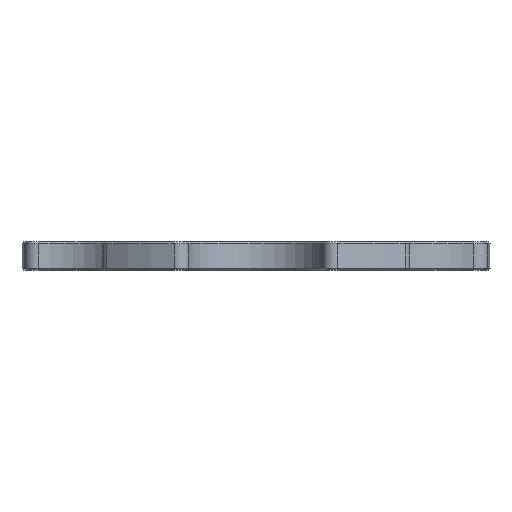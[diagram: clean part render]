
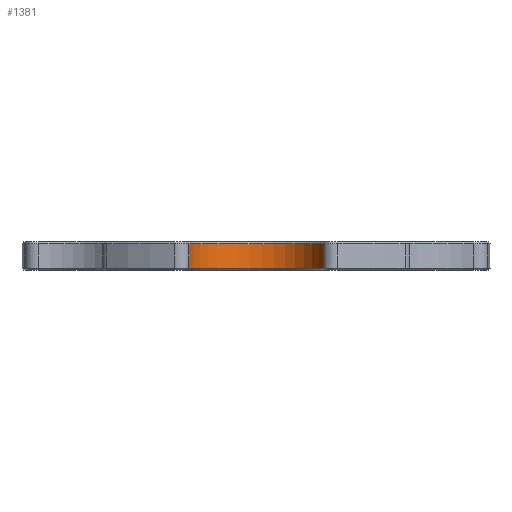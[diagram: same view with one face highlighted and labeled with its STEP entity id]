
A CAD part, left-side view. The second image highlights one B-rep face of the part: STEP entity #1381.
In plain terms, the highlighted cylindrical face has radius 12.5 mm (diameter 25 mm), a partial arc.
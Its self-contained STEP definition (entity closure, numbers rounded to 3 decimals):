
#47=CYLINDRICAL_SURFACE('',#1594,12.5);
#110=FACE_OUTER_BOUND('',#219,.T.);
#219=EDGE_LOOP('',(#1091,#1092,#1093,#1094));
#304=LINE('',#2440,#389);
#305=LINE('',#2444,#390);
#389=VECTOR('',#1974,10.);
#390=VECTOR('',#1979,10.);
#532=CIRCLE('',#1573,12.5);
#543=CIRCLE('',#1595,12.5);
#652=VERTEX_POINT('',#2395);
#653=VERTEX_POINT('',#2399);
#663=VERTEX_POINT('',#2439);
#664=VERTEX_POINT('',#2443);
#797=EDGE_CURVE('',#653,#652,#532,.T.);
#816=EDGE_CURVE('',#652,#663,#304,.T.);
#818=EDGE_CURVE('',#664,#653,#305,.T.);
#819=EDGE_CURVE('',#663,#664,#543,.T.);
#1091=ORIENTED_EDGE('',*,*,#797,.F.);
#1092=ORIENTED_EDGE('',*,*,#818,.F.);
#1093=ORIENTED_EDGE('',*,*,#819,.F.);
#1094=ORIENTED_EDGE('',*,*,#816,.F.);
#1381=ADVANCED_FACE('',(#110),#47,.F.);
#1573=AXIS2_PLACEMENT_3D('',#2401,#1925,#1926);
#1594=AXIS2_PLACEMENT_3D('',#2442,#1977,#1978);
#1595=AXIS2_PLACEMENT_3D('',#2445,#1980,#1981);
#1925=DIRECTION('center_axis',(0.,0.,1.));
#1926=DIRECTION('ref_axis',(0.151,-0.989,0.));
#1974=DIRECTION('',(0.,0.,1.));
#1977=DIRECTION('center_axis',(0.,0.,1.));
#1978=DIRECTION('ref_axis',(-0.151,0.989,0.));
#1979=DIRECTION('',(0.,0.,-1.));
#1980=DIRECTION('center_axis',(0.,0.,-1.));
#1981=DIRECTION('ref_axis',(0.151,-0.989,0.));
#2395=CARTESIAN_POINT('',(-37.634,11.887,0.3));
#2399=CARTESIAN_POINT('',(-37.634,-11.887,0.3));
#2401=CARTESIAN_POINT('Origin',(-41.5,0.,0.3));
#2439=CARTESIAN_POINT('',(-37.634,11.887,4.7));
#2440=CARTESIAN_POINT('',(-37.634,11.887,0.));
#2442=CARTESIAN_POINT('Origin',(-41.5,0.,0.));
#2443=CARTESIAN_POINT('',(-37.634,-11.887,4.7));
#2444=CARTESIAN_POINT('',(-37.634,-11.887,0.));
#2445=CARTESIAN_POINT('Origin',(-41.5,0.,4.7));
